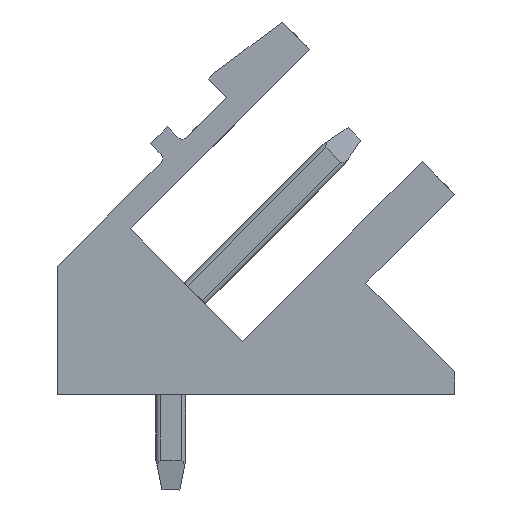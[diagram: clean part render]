
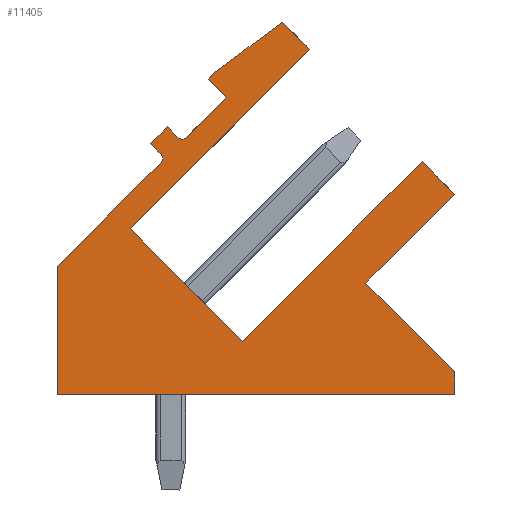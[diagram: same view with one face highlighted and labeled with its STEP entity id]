
A CAD part, left-side view. The second image highlights one B-rep face of the part: STEP entity #11405.
In plain terms, the highlighted planar face has unit normal (-1, 0, 0).
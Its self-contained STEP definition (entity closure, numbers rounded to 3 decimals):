
#10049=AXIS2_PLACEMENT_3D('Circle Axis2P3D',#10047,#10048,$) ;
#11376=AXIS2_PLACEMENT_3D('Plane Axis2P3D',#11373,#11374,#11375) ;
#11380=AXIS2_PLACEMENT_3D('Circle Axis2P3D',#11378,#11379,$) ;
#213=CARTESIAN_POINT('Vertex',(0.,8.98,11.809)) ;
#216=CARTESIAN_POINT('Line Origine',(0.,8.309,12.481)) ;
#220=CARTESIAN_POINT('Vertex',(0.,7.637,13.153)) ;
#1595=CARTESIAN_POINT('Vertex',(0.,4.851,14.751)) ;
#1598=CARTESIAN_POINT('Line Origine',(0.,7.856,11.746)) ;
#1602=CARTESIAN_POINT('Vertex',(0.,10.861,8.74)) ;
#1735=CARTESIAN_POINT('Vertex',(0.,5.77,15.67)) ;
#1738=CARTESIAN_POINT('Line Origine',(0.,5.31,15.21)) ;
#3040=CARTESIAN_POINT('Line Origine',(0.,7.941,13.457)) ;
#3044=CARTESIAN_POINT('Vertex',(0.,8.245,13.761)) ;
#4392=CARTESIAN_POINT('Line Origine',(0.,8.98,6.859)) ;
#4396=CARTESIAN_POINT('Vertex',(0.,7.099,4.979)) ;
#7214=CARTESIAN_POINT('Line Origine',(0.,8.139,13.867)) ;
#7218=CARTESIAN_POINT('Vertex',(0.,8.033,13.973)) ;
#7269=CARTESIAN_POINT('Line Origine',(0.,4.094,7.984)) ;
#7273=CARTESIAN_POINT('Vertex',(0.,1.089,10.989)) ;
#8388=CARTESIAN_POINT('Line Origine',(0.,0.544,10.444)) ;
#8392=CARTESIAN_POINT('Vertex',(0.,0.,9.9)) ;
#8456=CARTESIAN_POINT('Line Origine',(0.,1.485,8.415)) ;
#8460=CARTESIAN_POINT('Vertex',(0.,2.97,6.93)) ;
#8480=CARTESIAN_POINT('Line Origine',(0.,1.485,5.445)) ;
#8484=CARTESIAN_POINT('Vertex',(0.,0.,3.96)) ;
#8504=CARTESIAN_POINT('Line Origine',(0.,0.,3.58)) ;
#8508=CARTESIAN_POINT('Vertex',(0.,0.,3.2)) ;
#8528=CARTESIAN_POINT('Line Origine',(0.,6.65,3.2)) ;
#8532=CARTESIAN_POINT('Vertex',(0.,13.3,3.2)) ;
#10004=CARTESIAN_POINT('Line Origine',(0.,13.3,5.345)) ;
#10008=CARTESIAN_POINT('Vertex',(0.,13.3,7.489)) ;
#10023=CARTESIAN_POINT('Line Origine',(0.,11.564,9.225)) ;
#10027=CARTESIAN_POINT('Vertex',(0.,9.829,10.961)) ;
#10047=CARTESIAN_POINT('Axis2P3D Location',(0.,9.97,11.102)) ;
#10051=CARTESIAN_POINT('Vertex',(0.,9.829,11.244)) ;
#10071=CARTESIAN_POINT('Line Origine',(0.,10.006,11.42)) ;
#10075=CARTESIAN_POINT('Vertex',(0.,10.182,11.597)) ;
#10095=CARTESIAN_POINT('Line Origine',(0.,9.899,11.88)) ;
#10099=CARTESIAN_POINT('Vertex',(0.,9.617,12.163)) ;
#10119=CARTESIAN_POINT('Line Origine',(0.,9.44,11.986)) ;
#10123=CARTESIAN_POINT('Vertex',(0.,9.263,11.809)) ;
#10395=CARTESIAN_POINT('Line Origine',(0.,6.901,14.821)) ;
#11373=CARTESIAN_POINT('Axis2P3D Location',(0.,0.,0.)) ;
#11378=CARTESIAN_POINT('Axis2P3D Location',(0.,9.122,11.951)) ;
#217=DIRECTION('Vector Direction',(0.,-0.707,0.707)) ;
#1599=DIRECTION('Vector Direction',(0.,0.707,-0.707)) ;
#1739=DIRECTION('Vector Direction',(0.,-0.707,-0.707)) ;
#3041=DIRECTION('Vector Direction',(0.,0.707,0.707)) ;
#4393=DIRECTION('Vector Direction',(0.,-0.707,-0.707)) ;
#7215=DIRECTION('Vector Direction',(0.,-0.707,0.707)) ;
#7270=DIRECTION('Vector Direction',(0.,-0.707,0.707)) ;
#8389=DIRECTION('Vector Direction',(0.,-0.707,-0.707)) ;
#8457=DIRECTION('Vector Direction',(0.,0.707,-0.707)) ;
#8481=DIRECTION('Vector Direction',(0.,-0.707,-0.707)) ;
#8505=DIRECTION('Vector Direction',(0.,0.,-1.)) ;
#8529=DIRECTION('Vector Direction',(0.,1.,0.)) ;
#10005=DIRECTION('Vector Direction',(0.,0.,1.)) ;
#10024=DIRECTION('Vector Direction',(0.,-0.707,0.707)) ;
#10048=DIRECTION('Axis2P3D Direction',(-1.,0.,0.)) ;
#10072=DIRECTION('Vector Direction',(0.,0.707,0.707)) ;
#10096=DIRECTION('Vector Direction',(0.,-0.707,0.707)) ;
#10120=DIRECTION('Vector Direction',(0.,-0.707,-0.707)) ;
#10396=DIRECTION('Vector Direction',(0.,-0.8,0.6)) ;
#11374=DIRECTION('Axis2P3D Direction',(-1.,0.,0.)) ;
#11375=DIRECTION('Axis2P3D XDirection',(0.,0.,1.)) ;
#11379=DIRECTION('Axis2P3D Direction',(-1.,0.,0.)) ;
#218=VECTOR('Line Direction',#217,1.) ;
#1600=VECTOR('Line Direction',#1599,1.) ;
#1740=VECTOR('Line Direction',#1739,1.) ;
#3042=VECTOR('Line Direction',#3041,1.) ;
#4394=VECTOR('Line Direction',#4393,1.) ;
#7216=VECTOR('Line Direction',#7215,1.) ;
#7271=VECTOR('Line Direction',#7270,1.) ;
#8390=VECTOR('Line Direction',#8389,1.) ;
#8458=VECTOR('Line Direction',#8457,1.) ;
#8482=VECTOR('Line Direction',#8481,1.) ;
#8506=VECTOR('Line Direction',#8505,1.) ;
#8530=VECTOR('Line Direction',#8529,1.) ;
#10006=VECTOR('Line Direction',#10005,1.) ;
#10025=VECTOR('Line Direction',#10024,1.) ;
#10073=VECTOR('Line Direction',#10072,1.) ;
#10097=VECTOR('Line Direction',#10096,1.) ;
#10121=VECTOR('Line Direction',#10120,1.) ;
#10397=VECTOR('Line Direction',#10396,1.) ;
#11384=ORIENTED_EDGE('',*,*,#4398,.T.) ;
#11385=ORIENTED_EDGE('',*,*,#1604,.T.) ;
#11386=ORIENTED_EDGE('',*,*,#1742,.T.) ;
#11387=ORIENTED_EDGE('',*,*,#10399,.T.) ;
#11388=ORIENTED_EDGE('',*,*,#7220,.T.) ;
#11389=ORIENTED_EDGE('',*,*,#3046,.T.) ;
#11390=ORIENTED_EDGE('',*,*,#222,.T.) ;
#11391=ORIENTED_EDGE('',*,*,#11382,.T.) ;
#11392=ORIENTED_EDGE('',*,*,#10125,.T.) ;
#11393=ORIENTED_EDGE('',*,*,#10101,.T.) ;
#11394=ORIENTED_EDGE('',*,*,#10077,.T.) ;
#11395=ORIENTED_EDGE('',*,*,#10053,.T.) ;
#11396=ORIENTED_EDGE('',*,*,#10029,.T.) ;
#11397=ORIENTED_EDGE('',*,*,#10010,.T.) ;
#11398=ORIENTED_EDGE('',*,*,#8534,.T.) ;
#11399=ORIENTED_EDGE('',*,*,#8510,.T.) ;
#11400=ORIENTED_EDGE('',*,*,#8486,.T.) ;
#11401=ORIENTED_EDGE('',*,*,#8462,.T.) ;
#11402=ORIENTED_EDGE('',*,*,#8394,.T.) ;
#11403=ORIENTED_EDGE('',*,*,#7275,.T.) ;
#11405=ADVANCED_FACE('Housing',(#11404),#11377,.T.) ;
#10050=CIRCLE('generated circle',#10049,0.2) ;
#11381=CIRCLE('generated circle',#11380,0.2) ;
#222=EDGE_CURVE('',#221,#214,#219,.F.) ;
#1604=EDGE_CURVE('',#1603,#1596,#1601,.F.) ;
#1742=EDGE_CURVE('',#1596,#1736,#1741,.F.) ;
#3046=EDGE_CURVE('',#3045,#221,#3043,.F.) ;
#4398=EDGE_CURVE('',#4397,#1603,#4395,.F.) ;
#7220=EDGE_CURVE('',#7219,#3045,#7217,.F.) ;
#7275=EDGE_CURVE('',#7274,#4397,#7272,.F.) ;
#8394=EDGE_CURVE('',#8393,#7274,#8391,.F.) ;
#8462=EDGE_CURVE('',#8461,#8393,#8459,.F.) ;
#8486=EDGE_CURVE('',#8485,#8461,#8483,.F.) ;
#8510=EDGE_CURVE('',#8509,#8485,#8507,.F.) ;
#8534=EDGE_CURVE('',#8533,#8509,#8531,.F.) ;
#10010=EDGE_CURVE('',#10009,#8533,#10007,.F.) ;
#10029=EDGE_CURVE('',#10028,#10009,#10026,.F.) ;
#10053=EDGE_CURVE('',#10052,#10028,#10050,.F.) ;
#10077=EDGE_CURVE('',#10076,#10052,#10074,.F.) ;
#10101=EDGE_CURVE('',#10100,#10076,#10098,.F.) ;
#10125=EDGE_CURVE('',#10124,#10100,#10122,.F.) ;
#10399=EDGE_CURVE('',#1736,#7219,#10398,.F.) ;
#11382=EDGE_CURVE('',#214,#10124,#11381,.F.) ;
#11383=EDGE_LOOP('',(#11384,#11385,#11386,#11387,#11388,#11389,#11390,#11391,#11392,#11393,#11394,#11395,#11396,#11397,#11398,#11399,#11400,#11401,#11402,#11403)) ;
#11404=FACE_OUTER_BOUND('',#11383,.T.) ;
#219=LINE('Line',#216,#218) ;
#1601=LINE('Line',#1598,#1600) ;
#1741=LINE('Line',#1738,#1740) ;
#3043=LINE('Line',#3040,#3042) ;
#4395=LINE('Line',#4392,#4394) ;
#7217=LINE('Line',#7214,#7216) ;
#7272=LINE('Line',#7269,#7271) ;
#8391=LINE('Line',#8388,#8390) ;
#8459=LINE('Line',#8456,#8458) ;
#8483=LINE('Line',#8480,#8482) ;
#8507=LINE('Line',#8504,#8506) ;
#8531=LINE('Line',#8528,#8530) ;
#10007=LINE('Line',#10004,#10006) ;
#10026=LINE('Line',#10023,#10025) ;
#10074=LINE('Line',#10071,#10073) ;
#10098=LINE('Line',#10095,#10097) ;
#10122=LINE('Line',#10119,#10121) ;
#10398=LINE('Line',#10395,#10397) ;
#11377=PLANE('',#11376) ;
#214=VERTEX_POINT('',#213) ;
#221=VERTEX_POINT('',#220) ;
#1596=VERTEX_POINT('',#1595) ;
#1603=VERTEX_POINT('',#1602) ;
#1736=VERTEX_POINT('',#1735) ;
#3045=VERTEX_POINT('',#3044) ;
#4397=VERTEX_POINT('',#4396) ;
#7219=VERTEX_POINT('',#7218) ;
#7274=VERTEX_POINT('',#7273) ;
#8393=VERTEX_POINT('',#8392) ;
#8461=VERTEX_POINT('',#8460) ;
#8485=VERTEX_POINT('',#8484) ;
#8509=VERTEX_POINT('',#8508) ;
#8533=VERTEX_POINT('',#8532) ;
#10009=VERTEX_POINT('',#10008) ;
#10028=VERTEX_POINT('',#10027) ;
#10052=VERTEX_POINT('',#10051) ;
#10076=VERTEX_POINT('',#10075) ;
#10100=VERTEX_POINT('',#10099) ;
#10124=VERTEX_POINT('',#10123) ;
